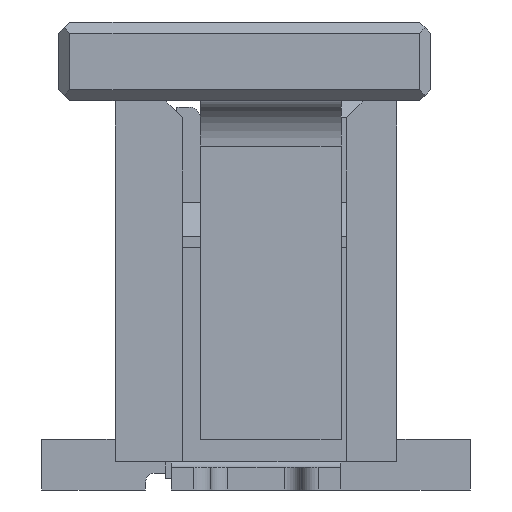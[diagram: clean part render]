
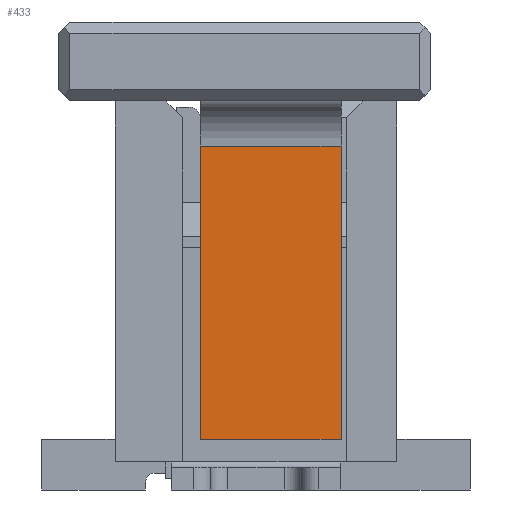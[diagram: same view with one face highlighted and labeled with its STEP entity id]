
A CAD part, left-side view. The second image highlights one B-rep face of the part: STEP entity #433.
In plain terms, the highlighted planar face has unit normal (-1, 0, 0).
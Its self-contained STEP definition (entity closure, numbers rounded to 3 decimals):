
#433=ADVANCED_FACE('',(#1445),#1446,.T.);
#1445=FACE_OUTER_BOUND('',#2672,.T.);
#1446=PLANE('',#2673);
#2672=EDGE_LOOP('',(#6715,#6716,#6717,#6718));
#2673=AXIS2_PLACEMENT_3D('',#6719,#6720,#6721);
#6715=ORIENTED_EDGE('',*,*,#9334,.T.);
#6716=ORIENTED_EDGE('',*,*,#9729,.T.);
#6717=ORIENTED_EDGE('',*,*,#9710,.F.);
#6718=ORIENTED_EDGE('',*,*,#9730,.T.);
#6719=CARTESIAN_POINT('',(-4.9,-0.03,-0.4));
#6720=DIRECTION('',(-1.0,0.0,0.0));
#6721=DIRECTION('',(0.0,0.0,1.0));
#9334=EDGE_CURVE('',#11819,#11817,#11820,.T.);
#9710=EDGE_CURVE('',#12357,#12359,#12360,.T.);
#9729=EDGE_CURVE('',#11817,#12359,#12389,.T.);
#9730=EDGE_CURVE('',#12357,#11819,#12390,.T.);
#11817=VERTEX_POINT('',#15556);
#11819=VERTEX_POINT('',#15559);
#11820=LINE('',#15560,#15561);
#12357=VERTEX_POINT('',#16401);
#12359=VERTEX_POINT('',#16403);
#12360=LINE('',#16404,#16405);
#12389=LINE('',#16450,#16451);
#12390=LINE('',#16452,#16453);
#15556=CARTESIAN_POINT('',(-4.9,0.495,-3.0));
#15559=CARTESIAN_POINT('',(-4.9,0.495,-0.4));
#15560=CARTESIAN_POINT('',(-4.9,0.495,-0.4));
#15561=VECTOR('',#18590,2.6);
#16401=CARTESIAN_POINT('',(-4.9,-0.755,-0.4));
#16403=CARTESIAN_POINT('',(-4.9,-0.755,-3.0));
#16404=CARTESIAN_POINT('',(-4.9,-0.755,-0.4));
#16405=VECTOR('',#19110,2.6);
#16450=CARTESIAN_POINT('',(-4.9,0.495,-3.0));
#16451=VECTOR('',#19133,1.25);
#16452=CARTESIAN_POINT('',(-4.9,-0.755,-0.4));
#16453=VECTOR('',#19134,1.25);
#18590=DIRECTION('',(0.0,0.0,-1.0));
#19110=DIRECTION('',(0.0,0.0,-1.0));
#19133=DIRECTION('',(0.0,-1.0,0.0));
#19134=DIRECTION('',(0.0,1.0,0.0));
